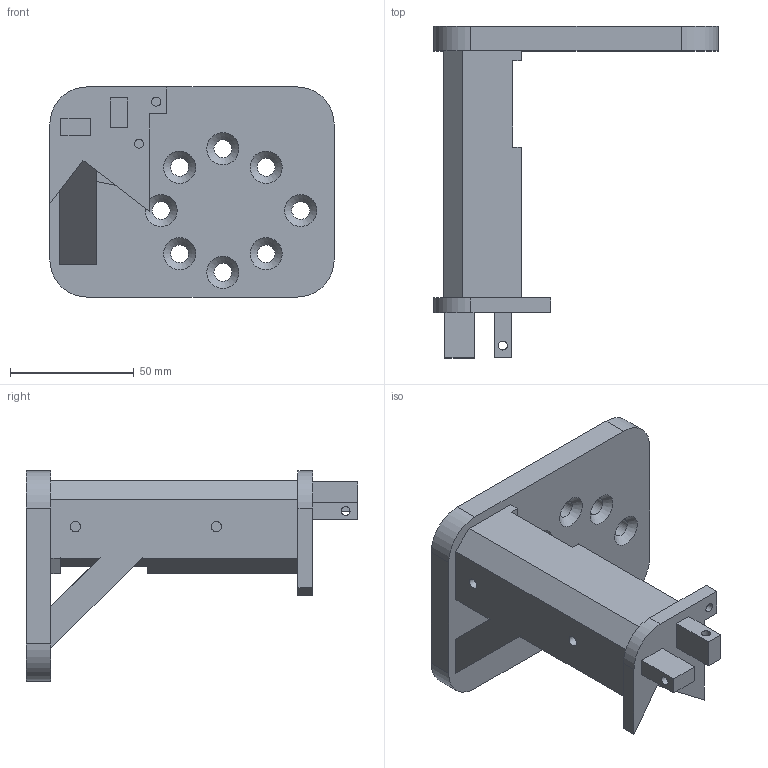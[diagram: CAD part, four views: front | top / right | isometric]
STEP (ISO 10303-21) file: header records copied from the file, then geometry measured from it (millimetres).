
FILE_DESCRIPTION(/* description */ (''),/* implementation_level */ '2;1');
FILE_NAME(/* name */ 'no_fingers_mount.stp',/* time_stamp */ '2024-12-31T17:06:22-05:00',/* author */ ('Kenny'),/* organization */ (''),/* preprocessor_version */ 'ST-DEVELOPER v20',/* originating_system */ 'Autodesk Inventor 2025',/* authorisation */ '');
FILE_SCHEMA (('AUTOMOTIVE_DESIGN { 1 0 10303 214 3 1 1 }'));
Length unit declared in the file: millimetre
Products named in the file (1): xarm_to_no_fingers_MIR
Bounding box: 115 x 134.3 x 85 mm (x, y, z)
Volume: 186719.2 mm3; surface area: 45516.8 mm2
Topology: 1 solids, 1 shells, 80 faces, 204 edges, 133 vertices
Faces by surface type: plane 51, cylinder 21, cone 8
Full cylindrical faces by diameter (mm): 3.6 x4, 4.2 x2, 6 x2, 7.2 x8
Entity records: 2501 total; most frequent: CARTESIAN_POINT 418, DIRECTION 416, ORIENTED_EDGE 408, EDGE_CURVE 204, LINE 154, VECTOR 154, VERTEX_POINT 133, AXIS2_PLACEMENT_3D 131
